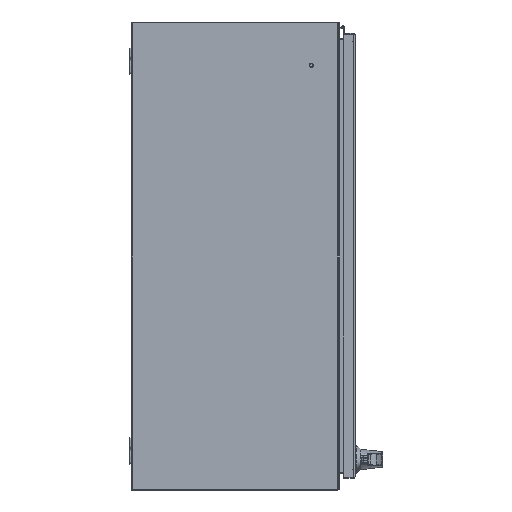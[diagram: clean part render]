
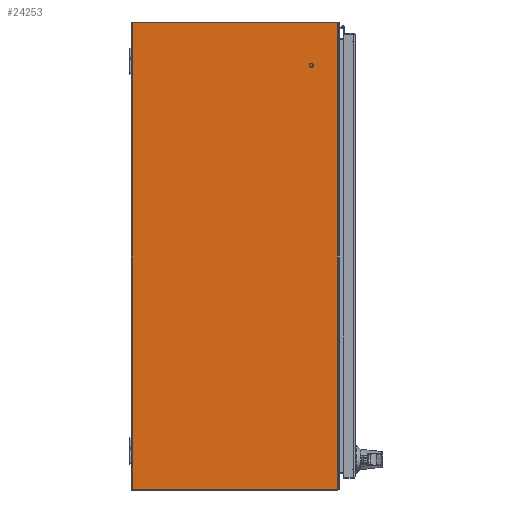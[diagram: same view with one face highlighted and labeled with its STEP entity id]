
A CAD part, front view. The second image highlights one B-rep face of the part: STEP entity #24253.
In plain terms, the highlighted face is planar.
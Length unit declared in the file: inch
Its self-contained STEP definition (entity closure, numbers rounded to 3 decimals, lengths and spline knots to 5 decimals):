
#9946 = ORIENTED_EDGE ( 'NONE', *, *, #108287, .T. ) ;
#10560 = VECTOR ( 'NONE', #105366, 39.37008 ) ;
#12735 = VECTOR ( 'NONE', #57482, 39.37008 ) ;
#14453 = EDGE_CURVE ( 'NONE', #89739, #80815, #29133, .T. ) ;
#23481 = DIRECTION ( 'NONE',  ( 0., -1., 0. ) ) ;
#24253 = ADVANCED_FACE ( 'NONE', ( #58251 ), #75488, .F. ) ;
#27475 = VECTOR ( 'NONE', #35943, 39.37008 ) ;
#27912 = VECTOR ( 'NONE', #28433, 39.37008 ) ;
#28433 = DIRECTION ( 'NONE',  ( 0., -1., 0. ) ) ;
#29133 = LINE ( 'NONE', #101195, #12735 ) ;
#30943 = VERTEX_POINT ( 'NONE', #68515 ) ;
#33076 = EDGE_LOOP ( 'NONE', ( #50378, #9946, #85164, #59637 ) ) ;
#33334 = DIRECTION ( 'NONE',  ( 0., 0., 1. ) ) ;
#33697 = LINE ( 'NONE', #89280, #10560 ) ;
#35943 = DIRECTION ( 'NONE',  ( 0., 1., 0. ) ) ;
#37709 = EDGE_CURVE ( 'NONE', #75268, #80815, #67349, .T. ) ;
#41321 = CARTESIAN_POINT ( 'NONE',  ( -17.928, 0., -24. ) ) ;
#50378 = ORIENTED_EDGE ( 'NONE', *, *, #14453, .F. ) ;
#56589 = CARTESIAN_POINT ( 'NONE',  ( 17.928, -0.108, -24. ) ) ;
#57482 = DIRECTION ( 'NONE',  ( 1., 0., 0. ) ) ;
#58251 = FACE_OUTER_BOUND ( 'NONE', #33076, .T. ) ;
#59637 = ORIENTED_EDGE ( 'NONE', *, *, #37709, .T. ) ;
#66178 = CARTESIAN_POINT ( 'NONE',  ( 17.928, -15.892, -24. ) ) ;
#67349 = LINE ( 'NONE', #97924, #27912 ) ;
#68515 = CARTESIAN_POINT ( 'NONE',  ( -17.928, -0.108, -24. ) ) ;
#75268 = VERTEX_POINT ( 'NONE', #56589 ) ;
#75488 = PLANE ( 'NONE',  #106020 ) ;
#80815 = VERTEX_POINT ( 'NONE', #66178 ) ;
#85164 = ORIENTED_EDGE ( 'NONE', *, *, #90424, .F. ) ;
#87135 = LINE ( 'NONE', #105475, #27475 ) ;
#89280 = CARTESIAN_POINT ( 'NONE',  ( 17.928, -0.108, -24. ) ) ;
#89739 = VERTEX_POINT ( 'NONE', #91016 ) ;
#90424 = EDGE_CURVE ( 'NONE', #75268, #30943, #33697, .T. ) ;
#91016 = CARTESIAN_POINT ( 'NONE',  ( -17.928, -15.892, -24. ) ) ;
#97924 = CARTESIAN_POINT ( 'NONE',  ( 17.928, -0.072, -24. ) ) ;
#101195 = CARTESIAN_POINT ( 'NONE',  ( -17.928, -15.892, -24. ) ) ;
#105366 = DIRECTION ( 'NONE',  ( -1., 0., 0. ) ) ;
#105475 = CARTESIAN_POINT ( 'NONE',  ( -17.928, -0.072, -24. ) ) ;
#106020 = AXIS2_PLACEMENT_3D ( 'NONE', #41321, #33334, #23481 ) ;
#108287 = EDGE_CURVE ( 'NONE', #89739, #30943, #87135, .T. ) ;
